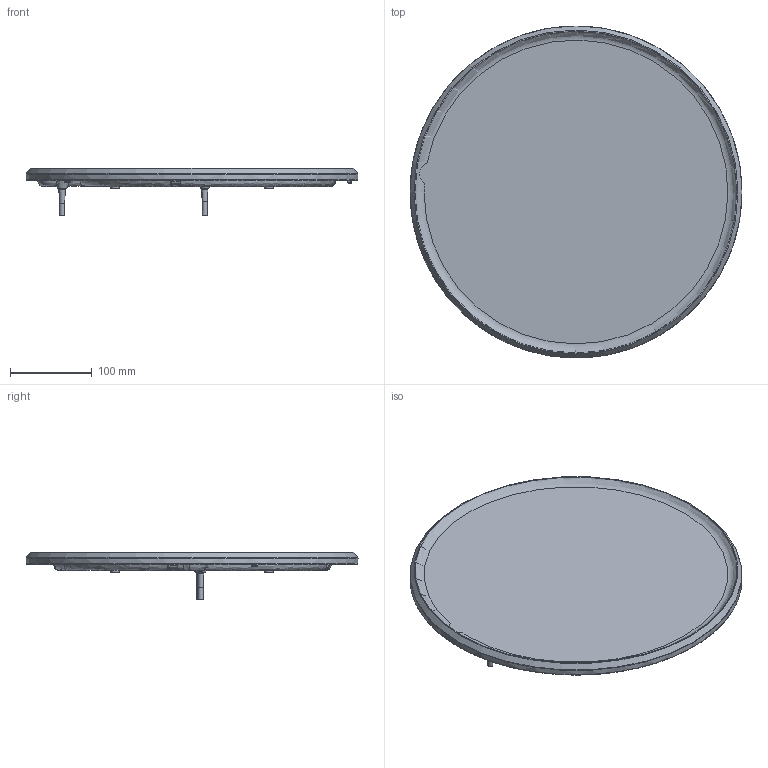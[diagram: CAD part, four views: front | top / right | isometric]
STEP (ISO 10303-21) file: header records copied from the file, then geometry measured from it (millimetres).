
FILE_DESCRIPTION(/* description */ (''),/* implementation_level */ '2;1');
FILE_NAME(/* name */ 'SG-2000-CP-20181122.stp',/* time_stamp */ '2018-11-22T18:13:30+08:00',/* author */ (''),/* organization */ (''),/* preprocessor_version */ 'ST-DEVELOPER v16.7',/* originating_system */ 'SIEMENS PLM Software NX 12.0',/* authorisation */ '');
FILE_SCHEMA (('AUTOMOTIVE_DESIGN { 1 0 10303 214 3 1 1 1 }'));
Products named in the file (1): Capf36B4C957khtb
Bounding box: 406.4 x 406.4 x 57.82 mm (x, y, z)
Volume: 997949.8 mm3; surface area: 396955.3 mm2
Topology: 2 solids, 2 shells, 735 faces, 1872 edges, 1147 vertices
Faces by surface type: bspline 244, plane 224, cylinder 207, torus 23, cone 17, extrusion 12, sphere 8
Full cylindrical faces by diameter (mm): 2.705 x2, 3.797 x4, 6.604 x6, 8 x1, 8.8 x1, 406.4 x1
Entity records: 40622 total; most frequent: CARTESIAN_POINT 25309, ORIENTED_EDGE 3510, DIRECTION 2565, EDGE_CURVE 1755, VERTEX_POINT 1109, AXIS2_PLACEMENT_3D 945, EDGE_LOOP 831, ADVANCED_FACE 734
